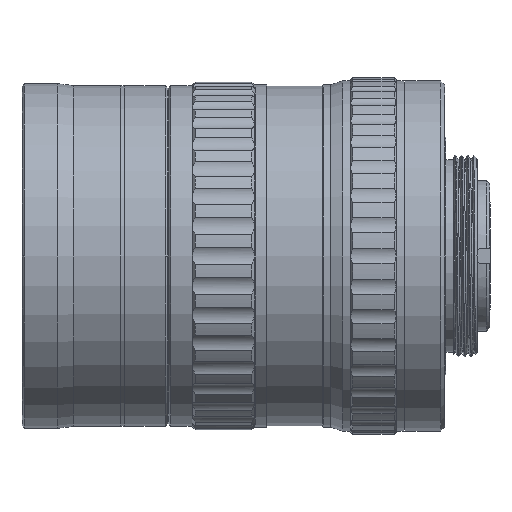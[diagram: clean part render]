
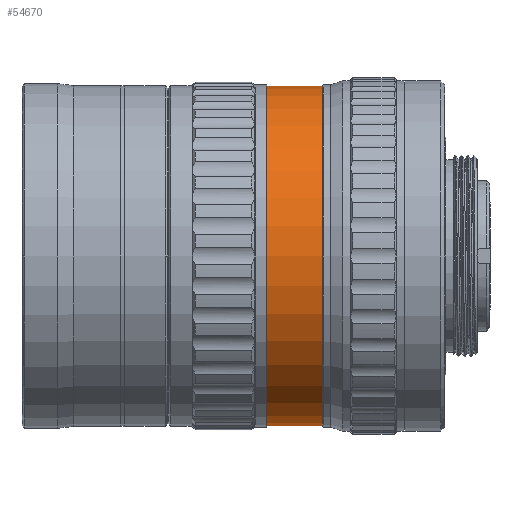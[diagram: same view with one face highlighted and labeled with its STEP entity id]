
A CAD part, front view. The second image highlights one B-rep face of the part: STEP entity #54670.
In plain terms, the highlighted cylindrical face has radius 21.45 mm (diameter 42.9 mm), a partial arc.
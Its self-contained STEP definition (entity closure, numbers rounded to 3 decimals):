
#1973 = EDGE_CURVE ( 'NONE', #53296, #54218, #11946, .T. ) ;
#2641 = DIRECTION ( 'NONE',  ( 1., 0., 0. ) ) ;
#3822 = EDGE_CURVE ( 'NONE', #46383, #54218, #57861, .T. ) ;
#8863 = DIRECTION ( 'NONE',  ( -1., 0., 0. ) ) ;
#9938 = FACE_OUTER_BOUND ( 'NONE', #38200, .T. ) ;
#11946 = LINE ( 'NONE', #56291, #57770 ) ;
#13685 = CARTESIAN_POINT ( 'NONE',  ( 25.719, 0., 0. ) ) ;
#18663 = VERTEX_POINT ( 'NONE', #34590 ) ;
#18926 = CARTESIAN_POINT ( 'NONE',  ( 17.844, 0., 0. ) ) ;
#19526 = DIRECTION ( 'NONE',  ( 0., 0., -1. ) ) ;
#19539 = DIRECTION ( 'NONE',  ( 1., 0., 0. ) ) ;
#20912 = AXIS2_PLACEMENT_3D ( 'NONE', #13685, #8863, #27806 ) ;
#24493 = EDGE_CURVE ( 'NONE', #53296, #18663, #34558, .T. ) ;
#27806 = DIRECTION ( 'NONE',  ( 0., 0., -1. ) ) ;
#28864 = DIRECTION ( 'NONE',  ( 1., 0., 0. ) ) ;
#29212 = DIRECTION ( 'NONE',  ( 0., 0., -1. ) ) ;
#30958 = CARTESIAN_POINT ( 'NONE',  ( 25.719, 0., 21.45 ) ) ;
#31606 = CARTESIAN_POINT ( 'NONE',  ( 18.719, 0., 21.45 ) ) ;
#32864 = AXIS2_PLACEMENT_3D ( 'NONE', #18926, #19539, #29212 ) ;
#33559 = EDGE_CURVE ( 'NONE', #18663, #46383, #53722, .T. ) ;
#34112 = CARTESIAN_POINT ( 'NONE',  ( 17.844, 0., -21.45 ) ) ;
#34558 = CIRCLE ( 'NONE', #50981, 21.45 ) ;
#34590 = CARTESIAN_POINT ( 'NONE',  ( 18.719, 0., -21.45 ) ) ;
#34764 = DIRECTION ( 'NONE',  ( 1., 0., 0. ) ) ;
#38200 = EDGE_LOOP ( 'NONE', ( #47877, #50923, #38340, #61005 ) ) ;
#38340 = ORIENTED_EDGE ( 'NONE', *, *, #33559, .T. ) ;
#46383 = VERTEX_POINT ( 'NONE', #59348 ) ;
#47820 = VECTOR ( 'NONE', #34764, 1000. ) ;
#47877 = ORIENTED_EDGE ( 'NONE', *, *, #1973, .F. ) ;
#50923 = ORIENTED_EDGE ( 'NONE', *, *, #24493, .T. ) ;
#50981 = AXIS2_PLACEMENT_3D ( 'NONE', #62311, #28864, #19526 ) ;
#53296 = VERTEX_POINT ( 'NONE', #31606 ) ;
#53722 = LINE ( 'NONE', #34112, #47820 ) ;
#54218 = VERTEX_POINT ( 'NONE', #30958 ) ;
#54670 = ADVANCED_FACE ( 'NONE', ( #9938 ), #63557, .T. ) ;
#56291 = CARTESIAN_POINT ( 'NONE',  ( 17.844, 0., 21.45 ) ) ;
#57770 = VECTOR ( 'NONE', #2641, 1000. ) ;
#57861 = CIRCLE ( 'NONE', #20912, 21.45 ) ;
#59348 = CARTESIAN_POINT ( 'NONE',  ( 25.719, 0., -21.45 ) ) ;
#61005 = ORIENTED_EDGE ( 'NONE', *, *, #3822, .T. ) ;
#62311 = CARTESIAN_POINT ( 'NONE',  ( 18.719, 0., 0. ) ) ;
#63557 = CYLINDRICAL_SURFACE ( 'NONE', #32864, 21.45 ) ;
